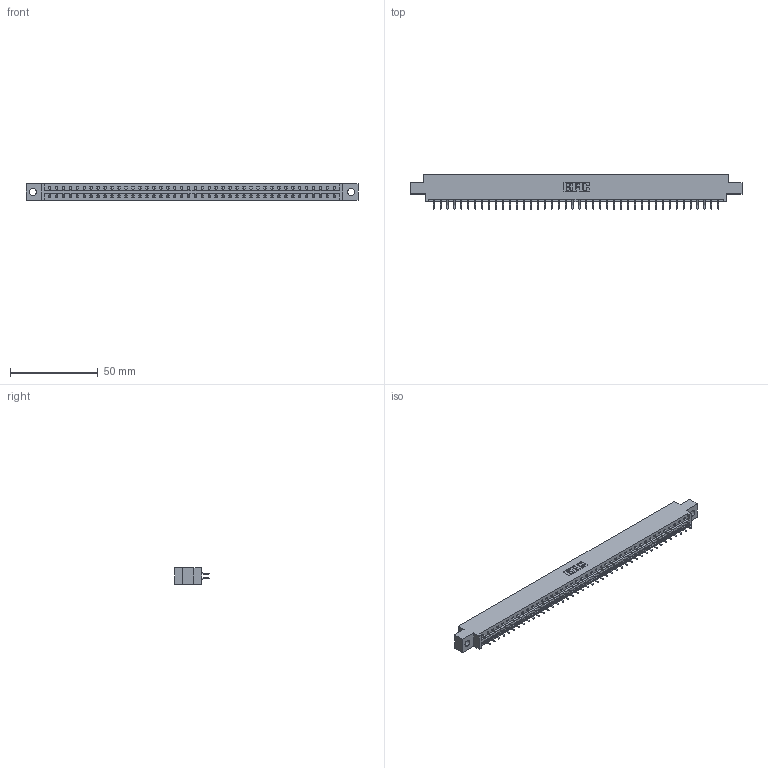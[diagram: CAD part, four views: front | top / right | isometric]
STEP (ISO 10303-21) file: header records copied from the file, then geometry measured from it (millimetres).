
FILE_DESCRIPTION (( 'STEP AP203' ), '1' );
FILE_NAME ('387-084-556-804.STEP', '2019-10-23T02:09:41', ( '' ), ( '' ), 'SwSTEP 2.0', 'SolidWorks 2016', '' );
FILE_SCHEMA (( 'CONFIG_CONTROL_DESIGN' ));
Length unit declared in the file: inch
Products named in the file (3): 337 Part_0.170 Offset - 0.156 Dia-TH; 345-292-001_556 Tail; 387-084-556-804
Assembly tree (85 placements, depth 2):
  387-084-556-804
    337 Part_0.170 Offset - 0.156 Dia-TH
    345-292-001_556 Tail  x84
Bounding box: 189.43 x 19.57 x 9.4 mm (x, y, z)
Volume: 19755.3 mm3; surface area: 22150 mm2
Topology: 85 solids, 85 shells, 5158 faces, 15359 edges, 10126 vertices
Faces by surface type: plane 3602, cylinder 1556
Entity records: 32919 total; most frequent: CARTESIAN_POINT 5562, ORIENTED_EDGE 5486, DIRECTION 4719, EDGE_CURVE 2743, LINE 2607, VECTOR 2607, VERTEX_POINT 1826, AXIS2_PLACEMENT_3D 1056
